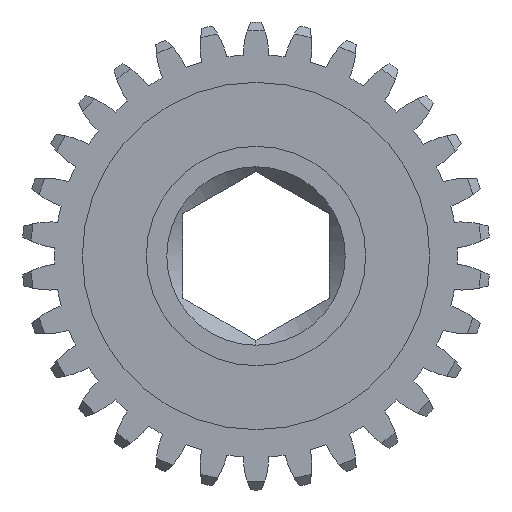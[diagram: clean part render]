
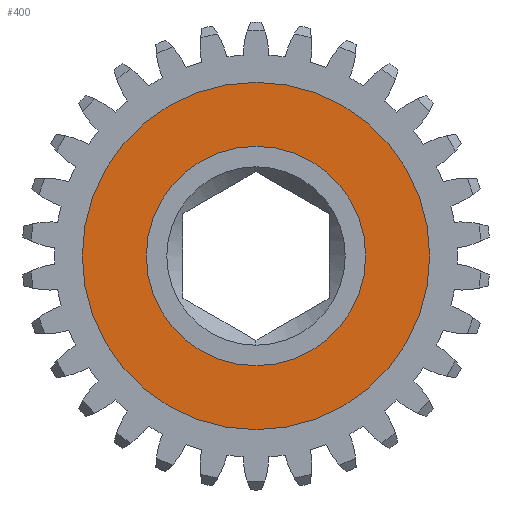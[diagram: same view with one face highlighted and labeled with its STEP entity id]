
A CAD part, left-side view. The second image highlights one B-rep face of the part: STEP entity #400.
In plain terms, the highlighted planar face has unit normal (-1, 0, 0).
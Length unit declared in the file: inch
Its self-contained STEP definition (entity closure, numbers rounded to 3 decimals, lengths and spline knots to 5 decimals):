
#49 = FACE_BOUND ( 'NONE', #3254, .T. ) ;
#207 = CARTESIAN_POINT ( 'NONE',  ( 0.1375, 0., 0. ) ) ;
#312 = CARTESIAN_POINT ( 'NONE',  ( 0.1375, 0., -0.59375 ) ) ;
#385 = AXIS2_PLACEMENT_3D ( 'NONE', #207, #2485, #3162 ) ;
#400 = ADVANCED_FACE ( 'NONE', ( #3415, #49 ), #4563, .F. ) ;
#614 = CARTESIAN_POINT ( 'NONE',  ( 0.1375, 0., 0.375 ) ) ;
#798 = CARTESIAN_POINT ( 'NONE',  ( 0.1375, 0., 0.59375 ) ) ;
#1030 = ORIENTED_EDGE ( 'NONE', *, *, #2441, .F. ) ;
#1370 = CIRCLE ( 'NONE', #2568, 0.59375 ) ;
#1574 = AXIS2_PLACEMENT_3D ( 'NONE', #2324, #4040, #4527 ) ;
#1620 = AXIS2_PLACEMENT_3D ( 'NONE', #2685, #4998, #6641 ) ;
#2092 = CARTESIAN_POINT ( 'NONE',  ( 0.1375, 0., -0.375 ) ) ;
#2317 = CARTESIAN_POINT ( 'NONE',  ( 0.1375, 0., 0. ) ) ;
#2324 = CARTESIAN_POINT ( 'NONE',  ( 0.1375, 0., 0. ) ) ;
#2395 = EDGE_CURVE ( 'NONE', #6781, #5444, #1370, .T. ) ;
#2441 = EDGE_CURVE ( 'NONE', #5444, #6781, #3999, .T. ) ;
#2485 = DIRECTION ( 'NONE',  ( 1., 0., 0. ) ) ;
#2568 = AXIS2_PLACEMENT_3D ( 'NONE', #5422, #3729, #6014 ) ;
#2685 = CARTESIAN_POINT ( 'NONE',  ( 0.1375, 0., 0. ) ) ;
#2982 = EDGE_LOOP ( 'NONE', ( #1030, #4101 ) ) ;
#3090 = EDGE_CURVE ( 'NONE', #3886, #6325, #3381, .T. ) ;
#3162 = DIRECTION ( 'NONE',  ( 0., 0., -1. ) ) ;
#3254 = EDGE_LOOP ( 'NONE', ( #5745, #4520 ) ) ;
#3381 = CIRCLE ( 'NONE', #4089, 0.375 ) ;
#3415 = FACE_OUTER_BOUND ( 'NONE', #2982, .T. ) ;
#3468 = DIRECTION ( 'NONE',  ( 0., 0., -1. ) ) ;
#3729 = DIRECTION ( 'NONE',  ( 1., 0., 0. ) ) ;
#3886 = VERTEX_POINT ( 'NONE', #614 ) ;
#3999 = CIRCLE ( 'NONE', #1620, 0.59375 ) ;
#4040 = DIRECTION ( 'NONE',  ( 1., 0., 0. ) ) ;
#4089 = AXIS2_PLACEMENT_3D ( 'NONE', #2317, #5199, #3468 ) ;
#4101 = ORIENTED_EDGE ( 'NONE', *, *, #2395, .F. ) ;
#4520 = ORIENTED_EDGE ( 'NONE', *, *, #3090, .T. ) ;
#4527 = DIRECTION ( 'NONE',  ( 0., 0., -1. ) ) ;
#4563 = PLANE ( 'NONE',  #1574 ) ;
#4998 = DIRECTION ( 'NONE',  ( 1., 0., 0. ) ) ;
#5199 = DIRECTION ( 'NONE',  ( 1., 0., 0. ) ) ;
#5378 = EDGE_CURVE ( 'NONE', #6325, #3886, #7168, .T. ) ;
#5422 = CARTESIAN_POINT ( 'NONE',  ( 0.1375, 0., 0. ) ) ;
#5444 = VERTEX_POINT ( 'NONE', #798 ) ;
#5745 = ORIENTED_EDGE ( 'NONE', *, *, #5378, .T. ) ;
#6014 = DIRECTION ( 'NONE',  ( 0., 0., -1. ) ) ;
#6325 = VERTEX_POINT ( 'NONE', #2092 ) ;
#6641 = DIRECTION ( 'NONE',  ( 0., 0., -1. ) ) ;
#6781 = VERTEX_POINT ( 'NONE', #312 ) ;
#7168 = CIRCLE ( 'NONE', #385, 0.375 ) ;
